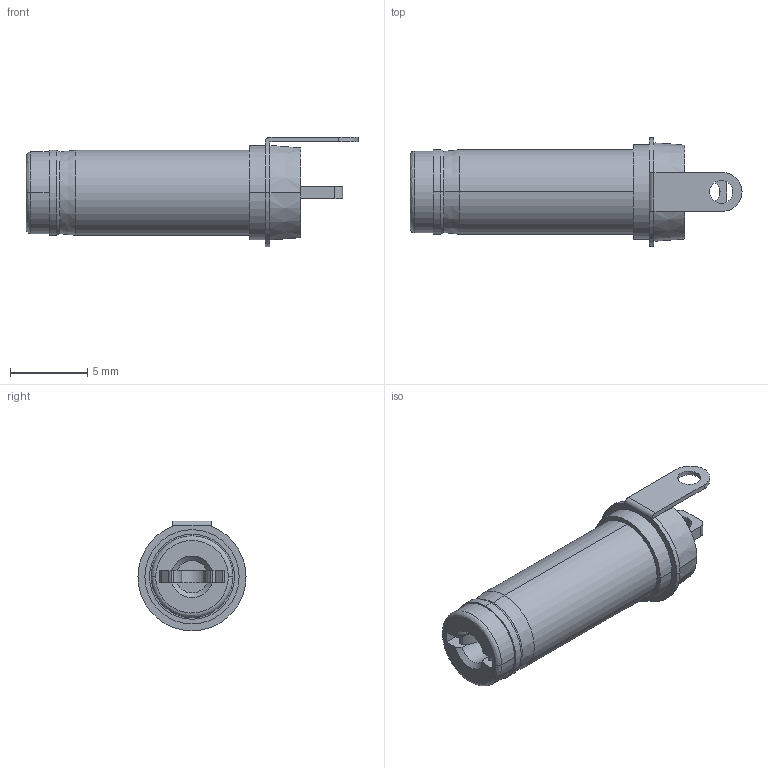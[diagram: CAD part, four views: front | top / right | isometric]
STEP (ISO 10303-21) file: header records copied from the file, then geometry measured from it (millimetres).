
FILE_DESCRIPTION (( 'STEP AP203' ), '1' );
FILE_NAME ('50-00618_revA.STEP', '2019-04-17T17:45:57', ( '' ), ( '' ), 'SwSTEP 2.0', 'SolidWorks 2015', '' );
FILE_SCHEMA (( 'CONFIG_CONTROL_DESIGN' ));
Length unit declared in the file: millimetre
Products named in the file (5): 50-00618_spring contact; 50-00618_shell; 50-00618_shell tab; 50-00618_revA; 50-00618_insulator
Assembly tree (4 placements, depth 2):
  50-00618_revA
    50-00618_shell
    50-00618_insulator
    50-00618_spring contact
    50-00618_shell tab
Bounding box: 21.5 x 7 x 7.1 mm (x, y, z)
Volume: 394.9 mm3; surface area: 1268.8 mm2
Topology: 4 solids, 4 shells, 106 faces, 276 edges, 180 vertices
Faces by surface type: plane 49, cylinder 46, cone 9, bspline 2
Entity records: 3845 total; most frequent: CARTESIAN_POINT 629, DIRECTION 596, ORIENTED_EDGE 552, EDGE_CURVE 276, AXIS2_PLACEMENT_3D 219, VERTEX_POINT 180, VECTOR 158, LINE 158
